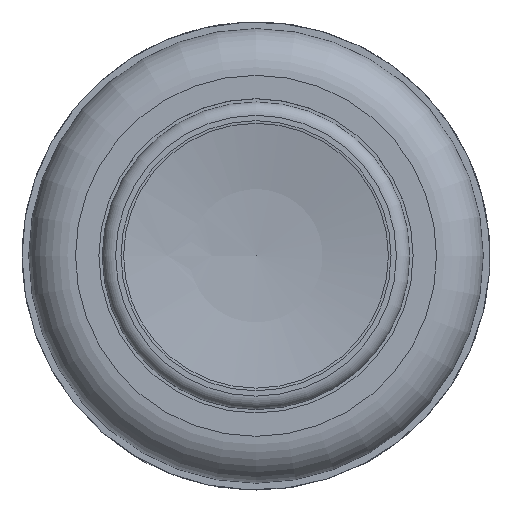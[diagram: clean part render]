
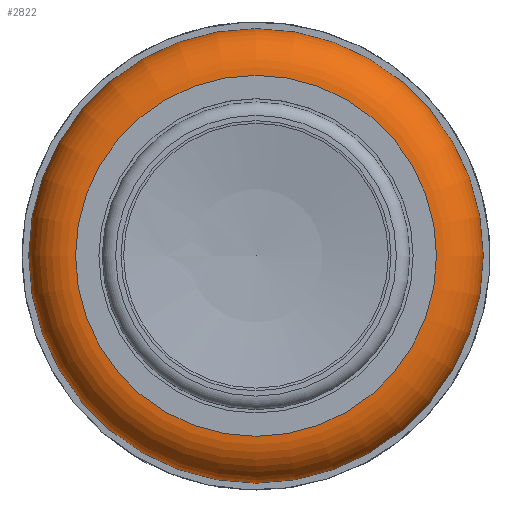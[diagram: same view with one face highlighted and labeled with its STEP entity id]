
A CAD part, top view. The second image highlights one B-rep face of the part: STEP entity #2822.
In plain terms, the highlighted toroidal (fillet/blend) face has major radius 13.5 mm and minor radius 3.5 mm.
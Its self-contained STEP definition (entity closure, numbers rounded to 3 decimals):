
#851=FACE_OUTER_BOUND('',#1021,.T.);
#1021=EDGE_LOOP('',(#2349,#2350,#2351,#2352));
#1152=CIRCLE('',#3063,13.5);
#1154=CIRCLE('',#3066,3.5);
#1155=CIRCLE('',#3067,17.);
#1349=VERTEX_POINT('',#7113);
#1351=VERTEX_POINT('',#7118);
#1703=EDGE_CURVE('',#1349,#1349,#1152,.T.);
#1705=EDGE_CURVE('',#1349,#1351,#1154,.T.);
#1706=EDGE_CURVE('',#1351,#1351,#1155,.T.);
#2349=ORIENTED_EDGE('',*,*,#1703,.T.);
#2350=ORIENTED_EDGE('',*,*,#1705,.T.);
#2351=ORIENTED_EDGE('',*,*,#1706,.T.);
#2352=ORIENTED_EDGE('',*,*,#1705,.F.);
#2731=TOROIDAL_SURFACE('',#3065,13.5,3.5);
#2822=ADVANCED_FACE('',(#851),#2731,.T.);
#3063=AXIS2_PLACEMENT_3D('',#7114,#3585,#3586);
#3065=AXIS2_PLACEMENT_3D('',#7117,#3589,#3590);
#3066=AXIS2_PLACEMENT_3D('',#7119,#3591,#3592);
#3067=AXIS2_PLACEMENT_3D('',#7120,#3593,#3594);
#3585=DIRECTION('center_axis',(0.,0.,-1.));
#3586=DIRECTION('ref_axis',(1.,0.,0.));
#3589=DIRECTION('center_axis',(0.,0.,1.));
#3590=DIRECTION('ref_axis',(1.,0.,0.));
#3591=DIRECTION('center_axis',(0.,-1.,0.));
#3592=DIRECTION('ref_axis',(-1.,0.,0.));
#3593=DIRECTION('center_axis',(0.,0.,1.));
#3594=DIRECTION('ref_axis',(1.,0.,0.));
#7113=CARTESIAN_POINT('',(-13.5,0.,3.5));
#7114=CARTESIAN_POINT('Origin',(0.,0.,3.5));
#7117=CARTESIAN_POINT('Origin',(0.,0.,0.));
#7118=CARTESIAN_POINT('',(-17.,0.,0.));
#7119=CARTESIAN_POINT('Origin',(-13.5,0.,0.));
#7120=CARTESIAN_POINT('Origin',(0.,0.,0.));
